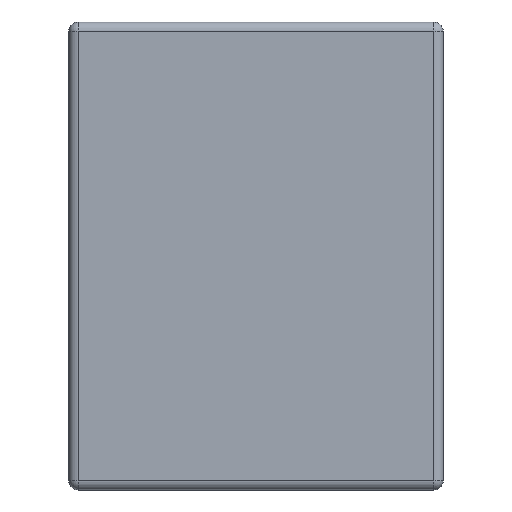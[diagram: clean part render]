
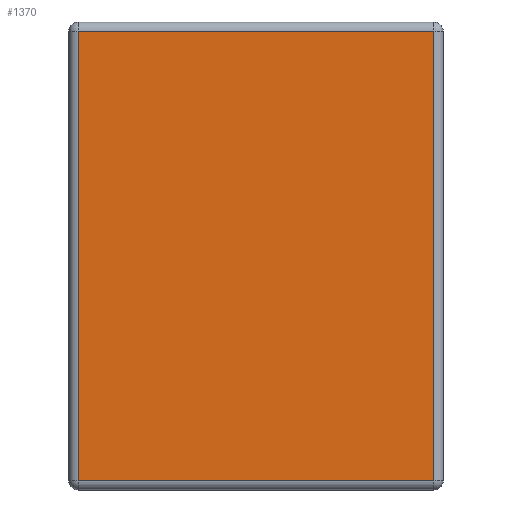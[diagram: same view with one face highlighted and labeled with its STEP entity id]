
A CAD part, left-side view. The second image highlights one B-rep face of the part: STEP entity #1370.
In plain terms, the highlighted planar face has unit normal (-1, 0, 0).
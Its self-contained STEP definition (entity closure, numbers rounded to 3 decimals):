
#21 = VERTEX_POINT ( 'NONE', #38 ) ;
#27 = LINE ( 'NONE', #690, #1318 ) ;
#35 = ORIENTED_EDGE ( 'NONE', *, *, #1638, .T. ) ;
#38 = CARTESIAN_POINT ( 'NONE',  ( -1.6, 0.05, 1.2 ) ) ;
#42 = CARTESIAN_POINT ( 'NONE',  ( -1.6, 1.95, 1.2 ) ) ;
#81 = VERTEX_POINT ( 'NONE', #273 ) ;
#93 = VECTOR ( 'NONE', #682, 1000. ) ;
#114 = CARTESIAN_POINT ( 'NONE',  ( -1.6, 2., 1.25 ) ) ;
#115 = LINE ( 'NONE', #1398, #93 ) ;
#206 = ORIENTED_EDGE ( 'NONE', *, *, #683, .T. ) ;
#210 = ORIENTED_EDGE ( 'NONE', *, *, #255, .T. ) ;
#215 = CARTESIAN_POINT ( 'NONE',  ( -1.6, 1.95, 1.25 ) ) ;
#255 = EDGE_CURVE ( 'NONE', #81, #21, #115, .T. ) ;
#273 = CARTESIAN_POINT ( 'NONE',  ( -1.6, 0.05, -1.2 ) ) ;
#330 = DIRECTION ( 'NONE',  ( 1., 0., 0. ) ) ;
#339 = DIRECTION ( 'NONE',  ( 0., 0., -1. ) ) ;
#459 = LINE ( 'NONE', #1090, #1270 ) ;
#529 = ORIENTED_EDGE ( 'NONE', *, *, #892, .T. ) ;
#680 = DIRECTION ( 'NONE',  ( 0., 1., 0. ) ) ;
#682 = DIRECTION ( 'NONE',  ( 0., 0., 1. ) ) ;
#683 = EDGE_CURVE ( 'NONE', #21, #1346, #27, .T. ) ;
#690 = CARTESIAN_POINT ( 'NONE',  ( -1.6, 2., 1.2 ) ) ;
#892 = EDGE_CURVE ( 'NONE', #961, #81, #459, .T. ) ;
#961 = VERTEX_POINT ( 'NONE', #1193 ) ;
#964 = VECTOR ( 'NONE', #1677, 1000. ) ;
#1013 = LINE ( 'NONE', #215, #964 ) ;
#1033 = EDGE_LOOP ( 'NONE', ( #35, #529, #210, #206 ) ) ;
#1090 = CARTESIAN_POINT ( 'NONE',  ( -1.6, 2., -1.2 ) ) ;
#1092 = DIRECTION ( 'NONE',  ( 0., -1., 0. ) ) ;
#1193 = CARTESIAN_POINT ( 'NONE',  ( -1.6, 1.95, -1.2 ) ) ;
#1270 = VECTOR ( 'NONE', #1092, 1000. ) ;
#1318 = VECTOR ( 'NONE', #680, 1000. ) ;
#1338 = FACE_OUTER_BOUND ( 'NONE', #1033, .T. ) ;
#1346 = VERTEX_POINT ( 'NONE', #42 ) ;
#1366 = AXIS2_PLACEMENT_3D ( 'NONE', #114, #330, #339 ) ;
#1370 = ADVANCED_FACE ( 'NONE', ( #1338 ), #1747, .F. ) ;
#1398 = CARTESIAN_POINT ( 'NONE',  ( -1.6, 0.05, 1.25 ) ) ;
#1638 = EDGE_CURVE ( 'NONE', #1346, #961, #1013, .T. ) ;
#1677 = DIRECTION ( 'NONE',  ( 0., 0., -1. ) ) ;
#1747 = PLANE ( 'NONE',  #1366 ) ;
